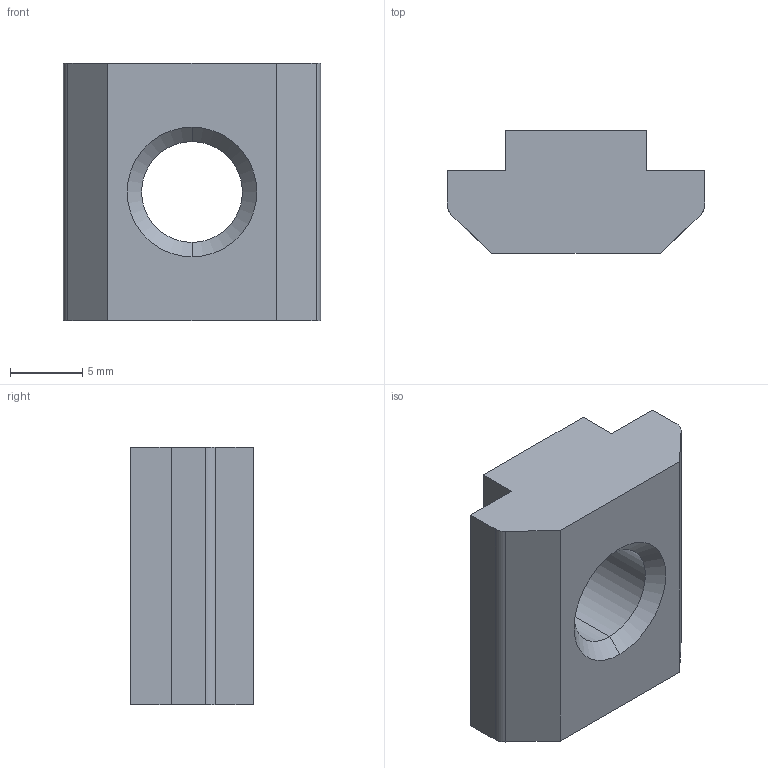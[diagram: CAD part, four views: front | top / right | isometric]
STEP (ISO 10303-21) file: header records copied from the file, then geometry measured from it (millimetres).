
FILE_DESCRIPTION (( 'STEP AP214' ), '1' );
FILE_NAME ('A864 Ñóõàðü ïàçîâûé Ì8, ïàç 10, íåðæ.STEP', '2025-10-27T12:48:18', ( '' ), ( '' ), 'SwSTEP 2.0', 'SolidWorks 2025', '' );
FILE_SCHEMA (( 'AUTOMOTIVE_DESIGN' ));
Length unit declared in the file: millimetre
Products named in the file (1): A864 Сухарь пазовый М8, паз 10, нерж
Bounding box: 17.85 x 8.5 x 17.9 mm (x, y, z)
Volume: 1800.7 mm3; surface area: 1206.2 mm2
Topology: 1 solids, 1 shells, 20 faces, 50 edges, 32 vertices
Faces by surface type: plane 12, cone 4, cylinder 4
Entity records: 621 total; most frequent: DIRECTION 104, CARTESIAN_POINT 103, ORIENTED_EDGE 100, EDGE_CURVE 50, VECTOR 38, LINE 38, AXIS2_PLACEMENT_3D 33, VERTEX_POINT 32
